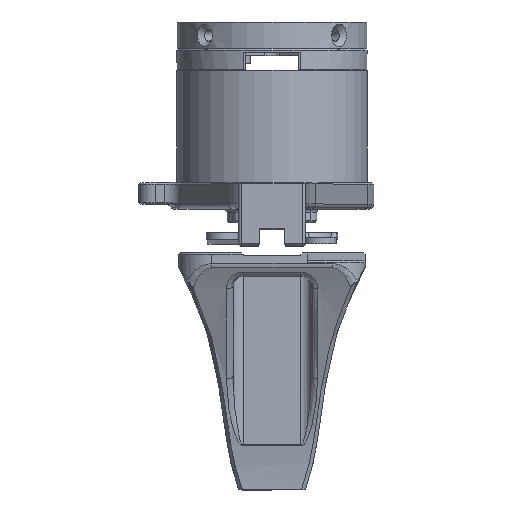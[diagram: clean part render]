
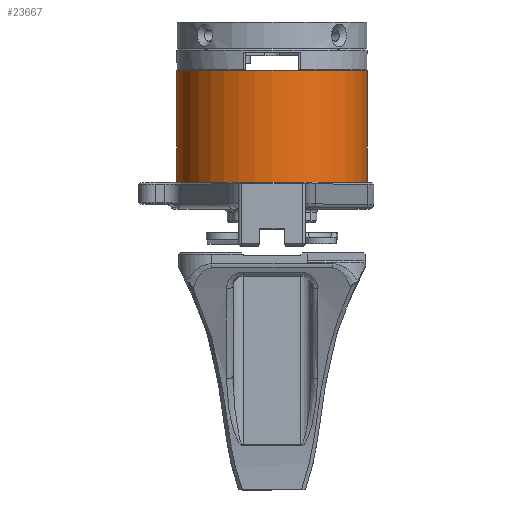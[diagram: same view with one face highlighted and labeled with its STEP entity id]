
A CAD part, top view. The second image highlights one B-rep face of the part: STEP entity #23667.
In plain terms, the highlighted cylindrical face has radius 28.5 mm (diameter 57 mm), a full revolution.
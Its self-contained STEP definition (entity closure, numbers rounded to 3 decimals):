
#1360 = FACE_OUTER_BOUND ( 'NONE', #3134, .T. ) ;
#1762 = CARTESIAN_POINT ( 'NONE',  ( 0., 38.5, -28.5 ) ) ;
#1990 = DIRECTION ( 'NONE',  ( 0., 0., -1. ) ) ;
#2181 = DIRECTION ( 'NONE',  ( 0., 1., 0. ) ) ;
#2243 = AXIS2_PLACEMENT_3D ( 'NONE', #26827, #2181, #18983 ) ;
#3134 = EDGE_LOOP ( 'NONE', ( #12897 ) ) ;
#6664 = EDGE_CURVE ( 'NONE', #21830, #21830, #15276, .T. ) ;
#7951 = EDGE_CURVE ( 'NONE', #14011, #14011, #24113, .T. ) ;
#8314 = EDGE_LOOP ( 'NONE', ( #30204 ) ) ;
#11658 = CARTESIAN_POINT ( 'NONE',  ( 0., 0., 0. ) ) ;
#12897 = ORIENTED_EDGE ( 'NONE', *, *, #6664, .T. ) ;
#14002 = AXIS2_PLACEMENT_3D ( 'NONE', #11658, #18821, #21272 ) ;
#14011 = VERTEX_POINT ( 'NONE', #1762 ) ;
#14205 = AXIS2_PLACEMENT_3D ( 'NONE', #24042, #14397, #1990 ) ;
#14397 = DIRECTION ( 'NONE',  ( 0., -1., 0. ) ) ;
#15276 = CIRCLE ( 'NONE', #2243, 28.5 ) ;
#18821 = DIRECTION ( 'NONE',  ( 0., -1., 0. ) ) ;
#18983 = DIRECTION ( 'NONE',  ( 0., 0., -1. ) ) ;
#21272 = DIRECTION ( 'NONE',  ( 0., 0., -1. ) ) ;
#21830 = VERTEX_POINT ( 'NONE', #26582 ) ;
#23667 = ADVANCED_FACE ( 'NONE', ( #1360, #28642 ), #24065, .T. ) ;
#24042 = CARTESIAN_POINT ( 'NONE',  ( 0., 38.5, 0. ) ) ;
#24065 = CYLINDRICAL_SURFACE ( 'NONE', #14002, 28.5 ) ;
#24113 = CIRCLE ( 'NONE', #14205, 28.5 ) ;
#26582 = CARTESIAN_POINT ( 'NONE',  ( 0., 0., -28.5 ) ) ;
#26827 = CARTESIAN_POINT ( 'NONE',  ( 0., 0., 0. ) ) ;
#28642 = FACE_OUTER_BOUND ( 'NONE', #8314, .T. ) ;
#30204 = ORIENTED_EDGE ( 'NONE', *, *, #7951, .T. ) ;
